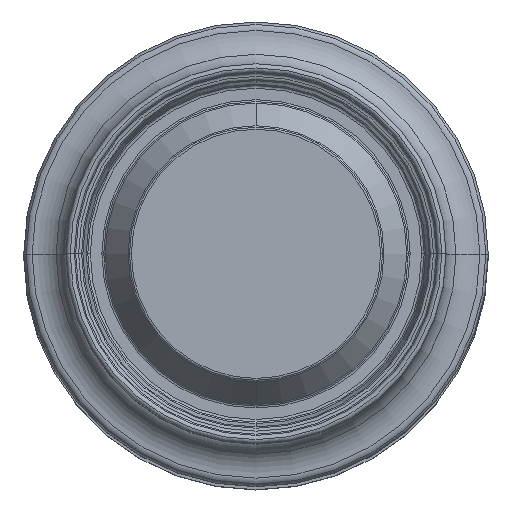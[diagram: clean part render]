
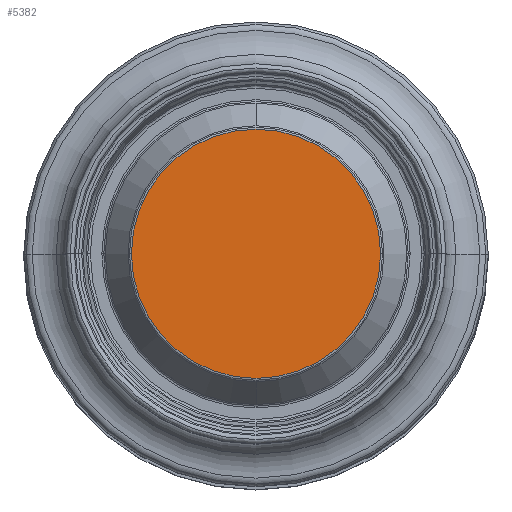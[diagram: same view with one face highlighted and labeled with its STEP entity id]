
A CAD part, top view. The second image highlights one B-rep face of the part: STEP entity #5382.
In plain terms, the highlighted planar face has unit normal (0, 0, 1).
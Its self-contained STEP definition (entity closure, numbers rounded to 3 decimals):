
#3880=CARTESIAN_POINT('',(0.,0.,268.));
#3881=DIRECTION('',(0.,0.,-1.));
#3882=DIRECTION('',(0.,-1.,0.));
#3883=AXIS2_PLACEMENT_3D('',#3880,#3881,#3882);
#3888=CARTESIAN_POINT('',(0.,0.,268.));
#3889=DIRECTION('',(0.,0.,-1.));
#3890=DIRECTION('',(-1.,0.,0.));
#3891=AXIS2_PLACEMENT_3D('',#3888,#3889,#3890);
#3896=CARTESIAN_POINT('',(0.,0.,268.));
#3897=DIRECTION('',(0.,0.,-1.));
#3898=DIRECTION('',(0.,1.,0.));
#3899=AXIS2_PLACEMENT_3D('',#3896,#3897,#3898);
#3904=CARTESIAN_POINT('',(0.,0.,268.));
#3905=DIRECTION('',(0.,0.,-1.));
#3906=DIRECTION('',(1.,0.,0.));
#3907=AXIS2_PLACEMENT_3D('',#3904,#3905,#3906);
#3980=CARTESIAN_POINT('',(0.,14.75,268.));
#3981=CARTESIAN_POINT('',(14.75,0.,268.));
#3982=VERTEX_POINT('',#3980);
#3983=VERTEX_POINT('',#3981);
#3984=CARTESIAN_POINT('',(-14.75,0.,268.));
#3985=VERTEX_POINT('',#3984);
#3986=CARTESIAN_POINT('',(0.,-14.75,268.));
#3987=VERTEX_POINT('',#3986);
#5369=CARTESIAN_POINT('',(0.,0.,268.));
#5370=DIRECTION('',(0.,0.,1.));
#5371=DIRECTION('',(0.,1.,0.));
#5372=AXIS2_PLACEMENT_3D('',#5369,#5370,#5371);
#5373=PLANE('',#5372);
#5375=ORIENTED_EDGE('',*,*,#5374,.T.);
#5376=ORIENTED_EDGE('',*,*,#5352,.T.);
#5377=ORIENTED_EDGE('',*,*,#5350,.T.);
#5379=ORIENTED_EDGE('',*,*,#5378,.T.);
#5380=EDGE_LOOP('',(#5375,#5376,#5377,#5379));
#5381=FACE_OUTER_BOUND('',#5380,.F.);
#3884=CIRCLE('',#3883,14.75);
#3892=CIRCLE('',#3891,14.75);
#3900=CIRCLE('',#3899,14.75);
#3908=CIRCLE('',#3907,14.75);
#5350=EDGE_CURVE('',#3982,#3983,#3900,.T.);
#5352=EDGE_CURVE('',#3985,#3982,#3892,.T.);
#5374=EDGE_CURVE('',#3987,#3985,#3884,.T.);
#5378=EDGE_CURVE('',#3983,#3987,#3908,.T.);
#5382=ADVANCED_FACE('',(#5381),#5373,.T.);
